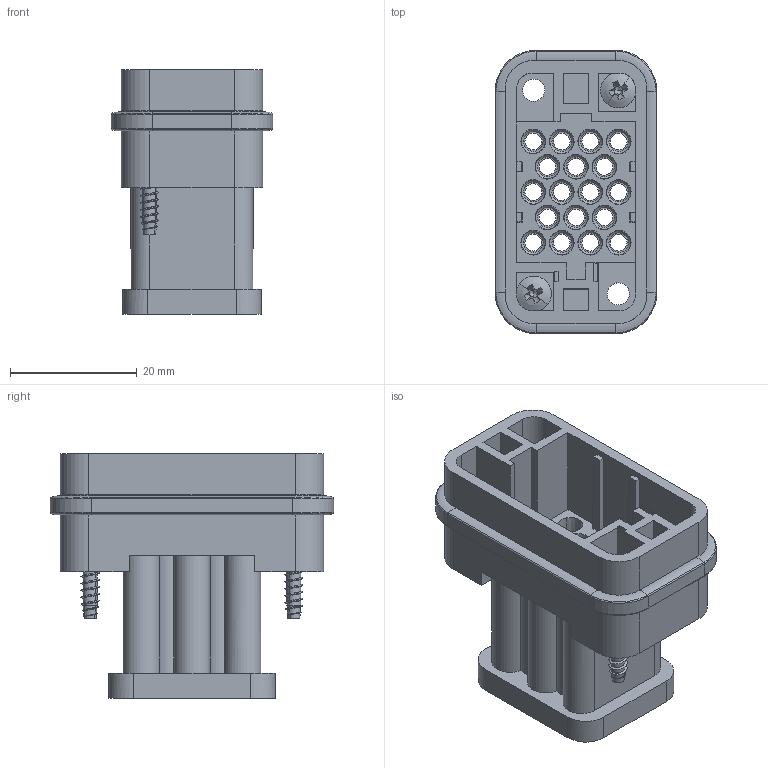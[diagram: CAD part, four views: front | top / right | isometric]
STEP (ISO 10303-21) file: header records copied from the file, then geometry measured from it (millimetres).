
FILE_DESCRIPTION(('CATIA V5 STEP','CAx-IF Rec.Pracs.--- Model Styling and Organization---1.2---2011-12-15'),'2;1');
FILE_NAME ('13427137_2_1003210000_1003210000 HDC HQ 17 MC.stp','2018-08-13T13:57:19+00:00',('none'),('Weidmueller'),'CATIA Version 5-6 Release 2014 SP4 HF52','CATIA V5 STEP AP214','none');
FILE_SCHEMA(('AUTOMOTIVE_DESIGN { 1 0 10303 214 1 1 1 1 }'));
Length unit declared in the file: millimetre
Products named in the file (1): 1003210000
Bounding box: 25.6 x 44.8 x 38.7 mm (x, y, z)
Volume: 10964.9 mm3; surface area: 14888.9 mm2
Topology: 1 solids, 1 shells, 592 faces, 1450 edges, 885 vertices
Faces by surface type: cone 240, plane 167, cylinder 147, torus 16, bspline 14, extrusion 4, sphere 4
Entity records: 17291 total; most frequent: CARTESIAN_POINT 4805, ORIENTED_EDGE 2892, DIRECTION 1899, EDGE_CURVE 1446, VERTEX_POINT 885, AXIS2_PLACEMENT_3D 883, VECTOR 679, LINE 675
